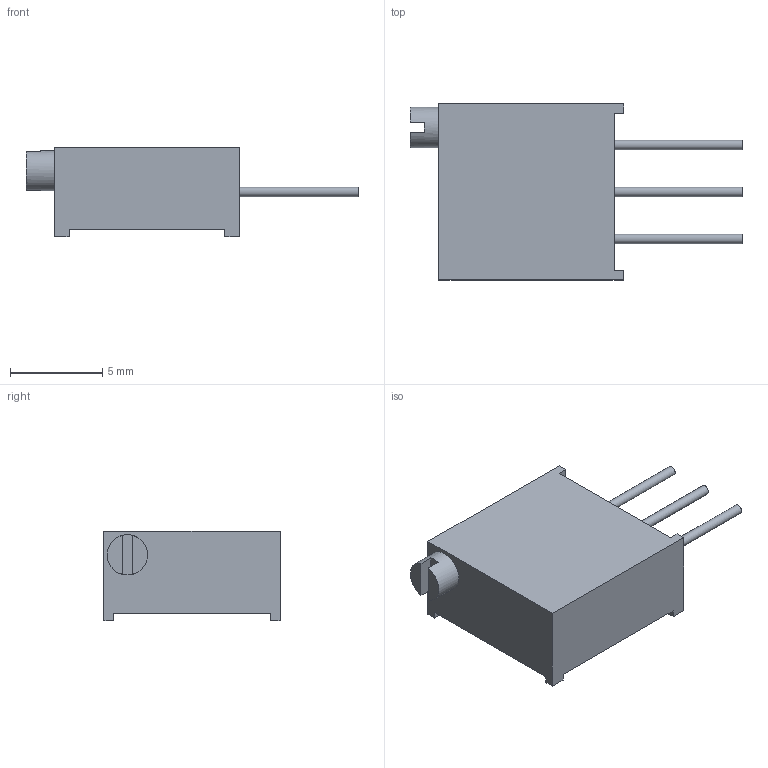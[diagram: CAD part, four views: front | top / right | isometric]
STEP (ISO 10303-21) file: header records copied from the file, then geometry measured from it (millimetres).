
FILE_DESCRIPTION( ( '' ), ' ' );
FILE_NAME( '5a1ce4b555293b0e0a51382c.step', '2017-11-28T04:23:17', ( '' ), ( '' ), ' ', ' ', ' ' );
FILE_SCHEMA( ( 'AUTOMOTIVE_DESIGN { 1 0 10303 214 1 1 1 1 }' ) );
Length unit declared in the file: metre
Products named in the file (1): Open CASCADE STEP translator 6.8 1
Bounding box: 17.96 x 9.53 x 4.83 mm (x, y, z)
Volume: 415.2 mm3; surface area: 410.8 mm2
Topology: 1 solids, 1 shells, 32 faces, 79 edges, 53 vertices
Faces by surface type: plane 28, cylinder 4
Full cylindrical faces by diameter (mm): 0.508 x3, 2.184 x1
Entity records: 1541 total; most frequent: CARTESIAN_POINT 157, DIRECTION 150, ORIENTED_EDGE 146, STYLED_ITEM 105, PRESENTATION_STYLE_ASSIGNMENT 105, COLOUR_RGB 105, EDGE_CURVE 73, CURVE_STYLE 73
